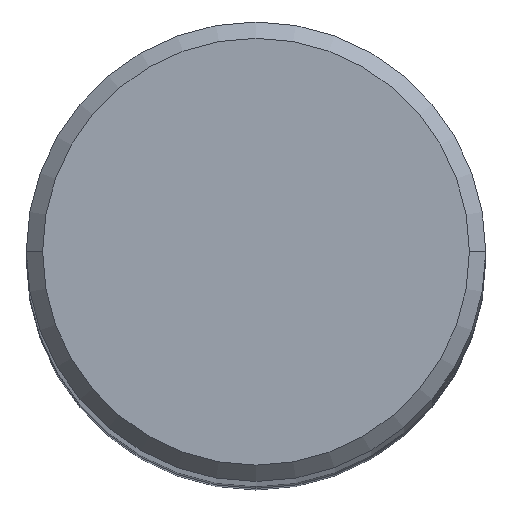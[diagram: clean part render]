
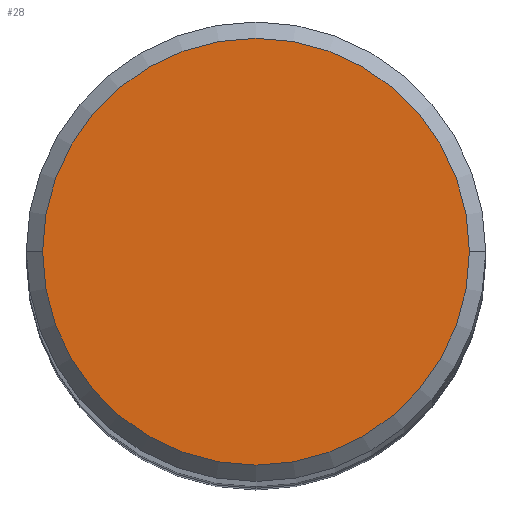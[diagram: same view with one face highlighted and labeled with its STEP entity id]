
A CAD part, top view. The second image highlights one B-rep face of the part: STEP entity #28.
In plain terms, the highlighted planar face has unit normal (0, 0, 1).
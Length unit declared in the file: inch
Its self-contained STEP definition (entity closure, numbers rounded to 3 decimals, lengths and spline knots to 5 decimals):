
#28 = ADVANCED_FACE ( 'NONE', ( #507 ), #74, .F. ) ;
#49 = DIRECTION ( 'NONE',  ( 0., 0., -1. ) ) ;
#50 = EDGE_CURVE ( 'NONE', #190, #549, #273, .T. ) ;
#74 = PLANE ( 'NONE',  #290 ) ;
#133 = CIRCLE ( 'NONE', #443, 0.26125 ) ;
#157 = DIRECTION ( 'NONE',  ( 1., 0., 0. ) ) ;
#187 = CARTESIAN_POINT ( 'NONE',  ( 0., 0., 0. ) ) ;
#190 = VERTEX_POINT ( 'NONE', #518 ) ;
#200 = CARTESIAN_POINT ( 'NONE',  ( 0., 0., 0. ) ) ;
#245 = DIRECTION ( 'NONE',  ( 0., 0., 1. ) ) ;
#255 = CARTESIAN_POINT ( 'NONE',  ( 0., 0.26125, 0. ) ) ;
#273 = CIRCLE ( 'NONE', #483, 0.26125 ) ;
#287 = EDGE_LOOP ( 'NONE', ( #398, #487 ) ) ;
#290 = AXIS2_PLACEMENT_3D ( 'NONE', #255, #49, #291 ) ;
#291 = DIRECTION ( 'NONE',  ( -1., 0., 0. ) ) ;
#367 = CARTESIAN_POINT ( 'NONE',  ( -0.26125, 0., 0. ) ) ;
#372 = DIRECTION ( 'NONE',  ( 0., 0., 1. ) ) ;
#398 = ORIENTED_EDGE ( 'NONE', *, *, #486, .T. ) ;
#443 = AXIS2_PLACEMENT_3D ( 'NONE', #187, #372, #157 ) ;
#483 = AXIS2_PLACEMENT_3D ( 'NONE', #200, #245, #535 ) ;
#486 = EDGE_CURVE ( 'NONE', #549, #190, #133, .T. ) ;
#487 = ORIENTED_EDGE ( 'NONE', *, *, #50, .T. ) ;
#507 = FACE_OUTER_BOUND ( 'NONE', #287, .T. ) ;
#518 = CARTESIAN_POINT ( 'NONE',  ( 0.26125, 0., 0. ) ) ;
#535 = DIRECTION ( 'NONE',  ( 1., 0., 0. ) ) ;
#549 = VERTEX_POINT ( 'NONE', #367 ) ;
